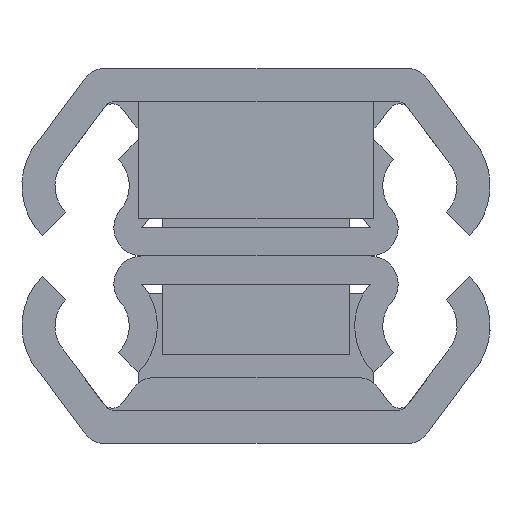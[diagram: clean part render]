
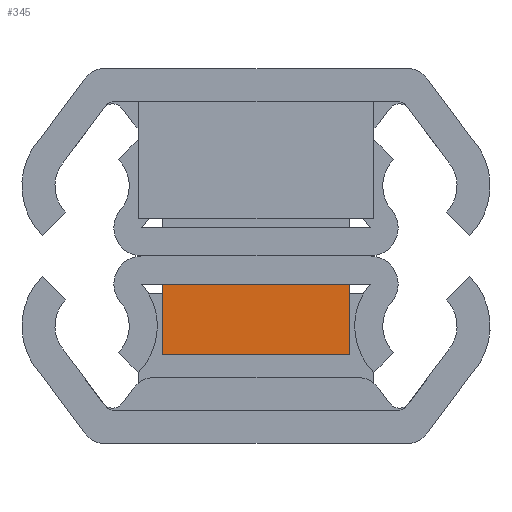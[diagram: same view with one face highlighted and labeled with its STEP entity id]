
A CAD part, left-side view. The second image highlights one B-rep face of the part: STEP entity #345.
In plain terms, the highlighted face is planar.
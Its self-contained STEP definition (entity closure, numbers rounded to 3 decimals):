
#14 = CARTESIAN_POINT ( 'NONE',  ( -3., 4., -97. ) ) ;
#278 = VECTOR ( 'NONE', #1948, 1000. ) ;
#331 = EDGE_LOOP ( 'NONE', ( #629, #1166, #1982, #1806 ) ) ;
#345 = ADVANCED_FACE ( 'NONE', ( #1050 ), #402, .F. ) ;
#402 = PLANE ( 'NONE',  #1784 ) ;
#575 = VECTOR ( 'NONE', #2301, 1000. ) ;
#629 = ORIENTED_EDGE ( 'NONE', *, *, #2587, .T. ) ;
#642 = VECTOR ( 'NONE', #1150, 1000. ) ;
#744 = DIRECTION ( 'NONE',  ( 1., 0., 0. ) ) ;
#780 = CARTESIAN_POINT ( 'NONE',  ( -3., -4., -97. ) ) ;
#963 = VERTEX_POINT ( 'NONE', #1930 ) ;
#1049 = CARTESIAN_POINT ( 'NONE',  ( -3., -4., -97. ) ) ;
#1050 = FACE_OUTER_BOUND ( 'NONE', #331, .T. ) ;
#1150 = DIRECTION ( 'NONE',  ( 0., 1., 0. ) ) ;
#1166 = ORIENTED_EDGE ( 'NONE', *, *, #1727, .F. ) ;
#1198 = VERTEX_POINT ( 'NONE', #780 ) ;
#1231 = CARTESIAN_POINT ( 'NONE',  ( 0., 4., -97. ) ) ;
#1335 = LINE ( 'NONE', #1049, #2201 ) ;
#1437 = CARTESIAN_POINT ( 'NONE',  ( -3., 4., -97. ) ) ;
#1453 = EDGE_CURVE ( 'NONE', #1198, #963, #1335, .T. ) ;
#1598 = EDGE_CURVE ( 'NONE', #1198, #1892, #1737, .T. ) ;
#1727 = EDGE_CURVE ( 'NONE', #1892, #2174, #2513, .T. ) ;
#1737 = LINE ( 'NONE', #1437, #642 ) ;
#1784 = AXIS2_PLACEMENT_3D ( 'NONE', #14, #2618, #2330 ) ;
#1806 = ORIENTED_EDGE ( 'NONE', *, *, #1453, .T. ) ;
#1892 = VERTEX_POINT ( 'NONE', #2064 ) ;
#1930 = CARTESIAN_POINT ( 'NONE',  ( 0., -4., -97. ) ) ;
#1948 = DIRECTION ( 'NONE',  ( 1., 0., 0. ) ) ;
#1982 = ORIENTED_EDGE ( 'NONE', *, *, #1598, .F. ) ;
#2064 = CARTESIAN_POINT ( 'NONE',  ( -3., 4., -97. ) ) ;
#2174 = VERTEX_POINT ( 'NONE', #1231 ) ;
#2201 = VECTOR ( 'NONE', #744, 1000. ) ;
#2228 = CARTESIAN_POINT ( 'NONE',  ( -3., 4., -97. ) ) ;
#2301 = DIRECTION ( 'NONE',  ( 0., 1., 0. ) ) ;
#2330 = DIRECTION ( 'NONE',  ( -1., 0., 0. ) ) ;
#2513 = LINE ( 'NONE', #2228, #278 ) ;
#2587 = EDGE_CURVE ( 'NONE', #963, #2174, #2876, .T. ) ;
#2588 = CARTESIAN_POINT ( 'NONE',  ( 0., 4., -97. ) ) ;
#2618 = DIRECTION ( 'NONE',  ( 0., 0., -1. ) ) ;
#2876 = LINE ( 'NONE', #2588, #575 ) ;
